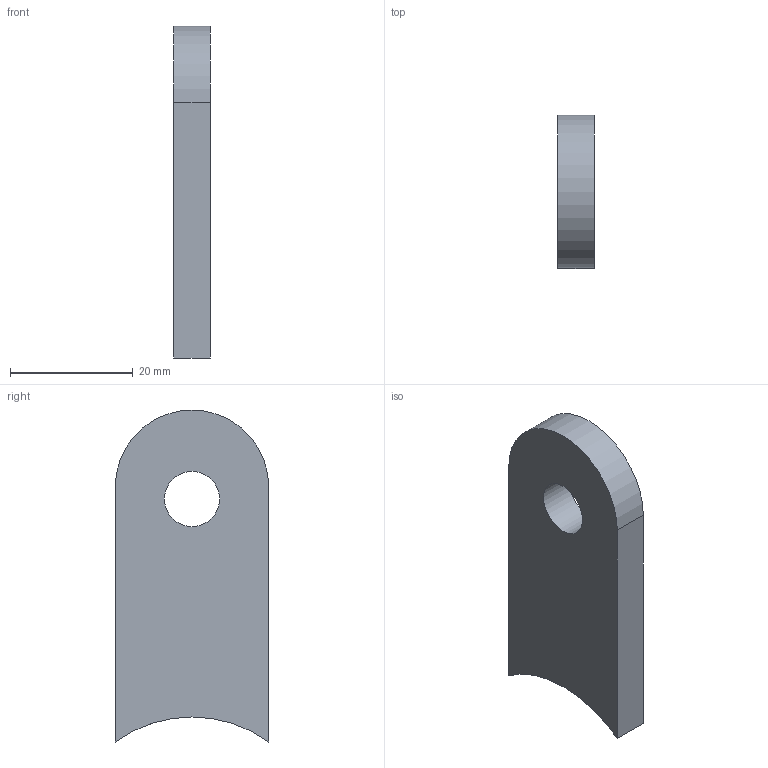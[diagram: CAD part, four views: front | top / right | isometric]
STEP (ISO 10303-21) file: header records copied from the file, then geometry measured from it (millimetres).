
FILE_DESCRIPTION (( 'STEP AP203' ), '1' );
FILE_NAME ('54110-ST-42-25.step', '2022-05-03T12:42:04', ( '' ), ( '' ), 'SwSTEP 2.0', 'SolidWorks 2018', '' );
FILE_SCHEMA (( 'CONFIG_CONTROL_DESIGN' ));
Length unit declared in the file: millimetre
Products named in the file (1): 54110-ST-42-25
Bounding box: 6 x 25 x 54.08 mm (x, y, z)
Volume: 6911 mm3; surface area: 3375.1 mm2
Topology: 1 solids, 1 shells, 273 faces, 729 edges, 486 vertices
Faces by surface type: plane 142, bspline 100, cylinder 31
Full cylindrical faces by diameter (mm): 9 x1
Entity records: 12437 total; most frequent: CARTESIAN_POINT 6196, ORIENTED_EDGE 1456, DIRECTION 974, EDGE_CURVE 728, VERTEX_POINT 486, LINE 362, VECTOR 362, AXIS2_PLACEMENT_3D 306
